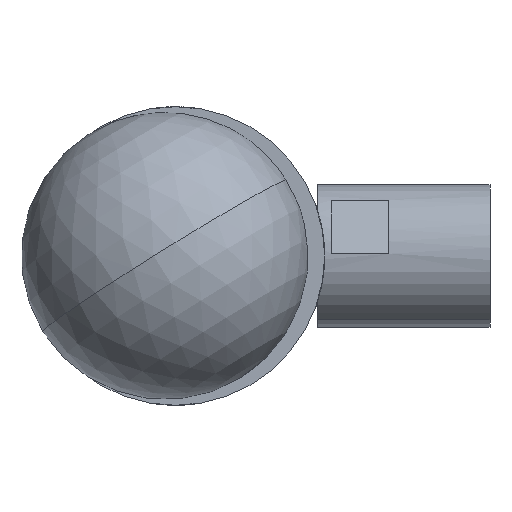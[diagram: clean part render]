
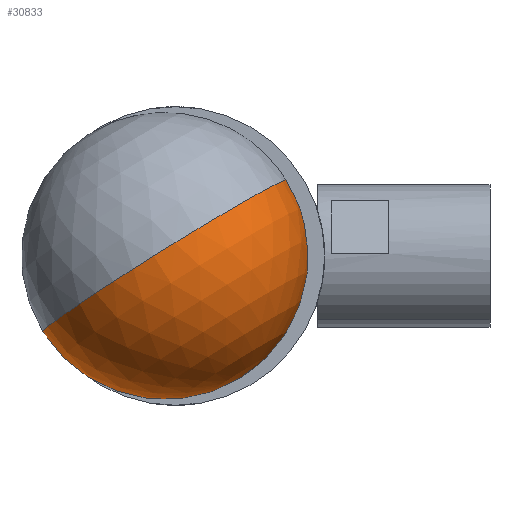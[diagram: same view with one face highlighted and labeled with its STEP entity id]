
A CAD part, front view. The second image highlights one B-rep face of the part: STEP entity #30833.
In plain terms, the highlighted spherical face has radius 15.875 mm.
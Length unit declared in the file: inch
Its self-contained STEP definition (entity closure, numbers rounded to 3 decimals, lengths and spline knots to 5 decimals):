
#469 = CARTESIAN_POINT ( 'NONE',  ( -0.04665, -3.66688, 0. ) ) ;
#632 = DIRECTION ( 'NONE',  ( -0.077, -0.997, 0. ) ) ;
#888 = DIRECTION ( 'NONE',  ( -0.077, -0.997, 0. ) ) ;
#1285 = CARTESIAN_POINT ( 'NONE',  ( -0.04665, -3.66688, 0. ) ) ;
#2249 = VERTEX_POINT ( 'NONE', #31970 ) ;
#3957 = FACE_OUTER_BOUND ( 'NONE', #18157, .T. ) ;
#3985 = VERTEX_POINT ( 'NONE', #33050 ) ;
#5347 = DIRECTION ( 'NONE',  ( 0.527, -0.04, -0.849 ) ) ;
#5526 = AXIS2_PLACEMENT_3D ( 'NONE', #15956, #5347, #32412 ) ;
#6049 = DIRECTION ( 'NONE',  ( 0.527, -0.04, -0.849 ) ) ;
#7426 = VERTEX_POINT ( 'NONE', #27176 ) ;
#8450 = DIRECTION ( 'NONE',  ( 0.527, -0.04, -0.849 ) ) ;
#8516 = CARTESIAN_POINT ( 'NONE',  ( -0.00279, -3.09574, 0. ) ) ;
#8554 = EDGE_CURVE ( 'NONE', #2249, #7426, #9421, .T. ) ;
#9421 = CIRCLE ( 'NONE', #17319, 0.625 ) ;
#9507 = ORIENTED_EDGE ( 'NONE', *, *, #32070, .T. ) ;
#11055 = ORIENTED_EDGE ( 'NONE', *, *, #8554, .F. ) ;
#11294 = DIRECTION ( 'NONE',  ( -0.527, 0.04, 0.849 ) ) ;
#12293 = AXIS2_PLACEMENT_3D ( 'NONE', #29824, #632, #8450 ) ;
#13886 = EDGE_CURVE ( 'NONE', #2249, #3985, #26234, .T. ) ;
#14457 = AXIS2_PLACEMENT_3D ( 'NONE', #8516, #888, #6049 ) ;
#15923 = ORIENTED_EDGE ( 'NONE', *, *, #13886, .T. ) ;
#15956 = CARTESIAN_POINT ( 'NONE',  ( -0.04665, -3.66688, 0. ) ) ;
#17319 = AXIS2_PLACEMENT_3D ( 'NONE', #469, #11294, #31416 ) ;
#17943 = CIRCLE ( 'NONE', #12293, 0.25 ) ;
#18157 = EDGE_LOOP ( 'NONE', ( #11055, #15923, #9507, #30221 ) ) ;
#22816 = AXIS2_PLACEMENT_3D ( 'NONE', #1285, #25686, #28171 ) ;
#24245 = SPHERICAL_SURFACE ( 'NONE', #5526, 0.625 ) ;
#25686 = DIRECTION ( 'NONE',  ( 0.527, -0.04, -0.849 ) ) ;
#26234 = CIRCLE ( 'NONE', #22816, 0.625 ) ;
#26878 = CIRCLE ( 'NONE', #14457, 0.25 ) ;
#27176 = CARTESIAN_POINT ( 'NONE',  ( 0.20878, -3.11198, 0.13219 ) ) ;
#28171 = DIRECTION ( 'NONE',  ( -0.849, 0., -0.528 ) ) ;
#29175 = CARTESIAN_POINT ( 'NONE',  ( 0.12902, -3.10586, -0.21219 ) ) ;
#29824 = CARTESIAN_POINT ( 'NONE',  ( -0.00279, -3.09574, 0. ) ) ;
#30221 = ORIENTED_EDGE ( 'NONE', *, *, #34782, .T. ) ;
#30833 = ADVANCED_FACE ( 'NONE', ( #3957 ), #24245, .T. ) ;
#31416 = DIRECTION ( 'NONE',  ( 0.849, 0., 0.528 ) ) ;
#31768 = VERTEX_POINT ( 'NONE', #29175 ) ;
#31970 = CARTESIAN_POINT ( 'NONE',  ( -0.09451, -4.29004, 0. ) ) ;
#32070 = EDGE_CURVE ( 'NONE', #3985, #31768, #17943, .T. ) ;
#32412 = DIRECTION ( 'NONE',  ( 0.846, -0.065, 0.529 ) ) ;
#33050 = CARTESIAN_POINT ( 'NONE',  ( -0.21436, -3.07949, -0.13219 ) ) ;
#34782 = EDGE_CURVE ( 'NONE', #31768, #7426, #26878, .T. ) ;
